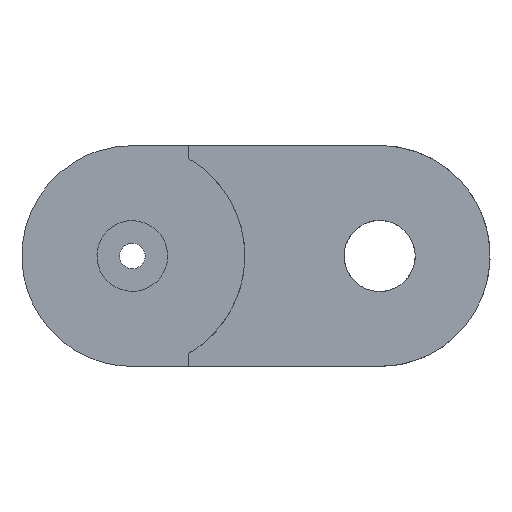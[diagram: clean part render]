
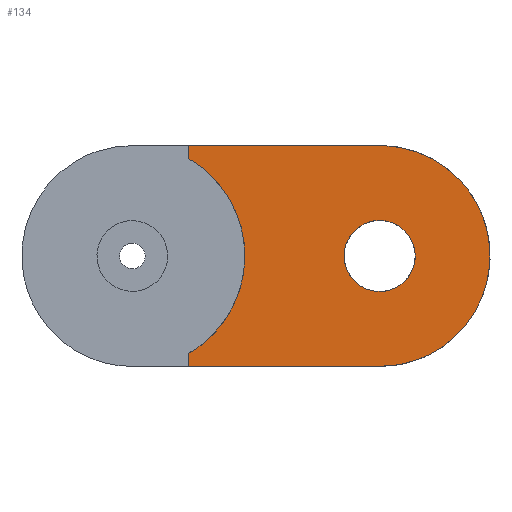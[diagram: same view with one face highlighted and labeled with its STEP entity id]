
A CAD part, front view. The second image highlights one B-rep face of the part: STEP entity #134.
In plain terms, the highlighted planar face has unit normal (0, -1, 0).
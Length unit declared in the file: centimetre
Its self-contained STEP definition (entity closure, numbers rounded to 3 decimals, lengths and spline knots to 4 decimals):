
#69=FACE_BOUND('',#385,.T.);
#134=ADVANCED_FACE('',(#253,#69),#1971,.T.);
#253=FACE_OUTER_BOUND('',#384,.T.);
#384=EDGE_LOOP('',(#751,#752,#753,#754,#755,#756));
#385=EDGE_LOOP('',(#757,#758));
#751=ORIENTED_EDGE('',*,*,#1245,.T.);
#752=ORIENTED_EDGE('',*,*,#1244,.T.);
#753=ORIENTED_EDGE('',*,*,#1246,.T.);
#754=ORIENTED_EDGE('',*,*,#1247,.T.);
#755=ORIENTED_EDGE('',*,*,#1214,.T.);
#756=ORIENTED_EDGE('',*,*,#1216,.T.);
#757=ORIENTED_EDGE('',*,*,#1249,.T.);
#758=ORIENTED_EDGE('',*,*,#1271,.T.);
#1214=EDGE_CURVE('',#1788,#1789,#1444,.T.);
#1216=EDGE_CURVE('',#1789,#1808,#1446,.T.);
#1244=EDGE_CURVE('',#1810,#1811,#1461,.T.);
#1245=EDGE_CURVE('',#1808,#1810,#1570,.T.);
#1246=EDGE_CURVE('',#1811,#1805,#1571,.T.);
#1247=EDGE_CURVE('',#1805,#1788,#1462,.T.);
#1249=EDGE_CURVE('',#1812,#1827,#1463,.T.);
#1271=EDGE_CURVE('',#1827,#1812,#1470,.T.);
#1444=(
BOUNDED_CURVE()
B_SPLINE_CURVE(2,(#3034,#3035,#3036,#3037,#3038,#3039,#3040),
 .UNSPECIFIED.,.F.,.F.)
B_SPLINE_CURVE_WITH_KNOTS((3,2,2,3),(0.8718,2.3987,
6.3257,8.7258),.UNSPECIFIED.)
CURVE()
GEOMETRIC_REPRESENTATION_ITEM()
RATIONAL_B_SPLINE_CURVE((1.,0.958,1.007,0.712,
1.007,0.888,1.))
REPRESENTATION_ITEM('')
);
#1446=(
BOUNDED_CURVE()
B_SPLINE_CURVE(2,(#3043,#3044,#3045),.UNSPECIFIED.,.F.,.F.)
B_SPLINE_CURVE_WITH_KNOTS((3,3),(8.7258,13.0422),
 .UNSPECIFIED.)
CURVE()
GEOMETRIC_REPRESENTATION_ITEM()
RATIONAL_B_SPLINE_CURVE((1.,1.,1.))
REPRESENTATION_ITEM('')
);
#1461=(
BOUNDED_CURVE()
B_SPLINE_CURVE(2,(#3124,#3125,#3126,#3127,#3128),.UNSPECIFIED.,.F.,.F.)
B_SPLINE_CURVE_WITH_KNOTS((3,2,3),(-17.2633,-14.6029,
-11.9424),.UNSPECIFIED.)
CURVE()
GEOMETRIC_REPRESENTATION_ITEM()
RATIONAL_B_SPLINE_CURVE((1.,0.867,1.,0.867,1.))
REPRESENTATION_ITEM('')
);
#1462=(
BOUNDED_CURVE()
B_SPLINE_CURVE(2,(#3133,#3134,#3135),.UNSPECIFIED.,.F.,.F.)
B_SPLINE_CURVE_WITH_KNOTS((3,3),(-3.4447,0.8718),
 .UNSPECIFIED.)
CURVE()
GEOMETRIC_REPRESENTATION_ITEM()
RATIONAL_B_SPLINE_CURVE((1.,1.,1.))
REPRESENTATION_ITEM('')
);
#1463=(
BOUNDED_CURVE()
B_SPLINE_CURVE(2,(#3138,#3139,#3140,#3141,#3142),.UNSPECIFIED.,.F.,.F.)
B_SPLINE_CURVE_WITH_KNOTS((3,2,3),(-5.058,-3.7935,
-2.529),.UNSPECIFIED.)
CURVE()
GEOMETRIC_REPRESENTATION_ITEM()
RATIONAL_B_SPLINE_CURVE((1.,0.707,1.,0.707,1.))
REPRESENTATION_ITEM('')
);
#1470=(
BOUNDED_CURVE()
B_SPLINE_CURVE(2,(#3200,#3201,#3202,#3203,#3204),.UNSPECIFIED.,.F.,.F.)
B_SPLINE_CURVE_WITH_KNOTS((3,2,3),(-2.529,-1.2645,
0.),.UNSPECIFIED.)
CURVE()
GEOMETRIC_REPRESENTATION_ITEM()
RATIONAL_B_SPLINE_CURVE((1.,0.707,1.,0.707,1.))
REPRESENTATION_ITEM('')
);
#1570=B_SPLINE_CURVE_WITH_KNOTS('',1,(#3129,#3130),.UNSPECIFIED.,.F.,.F.,
(2,2),(-0.3575,-0.0609),.UNSPECIFIED.);
#1571=B_SPLINE_CURVE_WITH_KNOTS('',1,(#3131,#3132),.UNSPECIFIED.,.F.,.F.,
(2,2),(4.3459,4.6425),.UNSPECIFIED.);
#1788=VERTEX_POINT('',#2906);
#1789=VERTEX_POINT('',#2907);
#1805=VERTEX_POINT('',#2923);
#1808=VERTEX_POINT('',#2926);
#1810=VERTEX_POINT('',#2928);
#1811=VERTEX_POINT('',#2929);
#1812=VERTEX_POINT('',#2930);
#1827=VERTEX_POINT('',#2945);
#1971=PLANE('',#2082);
#2082=AXIS2_PLACEMENT_3D('',#2757,#2176,$);
#2176=DIRECTION('',(0.,-1.,0.));
#2757=CARTESIAN_POINT('',(6.8047,-4.5289,5.4481));
#2906=CARTESIAN_POINT('',(2.9797,-4.5289,-0.1769));
#2907=CARTESIAN_POINT('',(2.9797,-4.5289,4.8231));
#2923=CARTESIAN_POINT('',(-1.3368,-4.5289,-0.1769));
#2926=CARTESIAN_POINT('',(-1.3368,-4.5289,4.8231));
#2928=CARTESIAN_POINT('',(-1.3368,-4.5289,4.5265));
#2929=CARTESIAN_POINT('',(-1.3368,-4.5289,0.1197));
#2930=CARTESIAN_POINT('',(2.1837,-4.5289,2.4434));
#2945=CARTESIAN_POINT('',(3.7756,-4.5289,2.2028));
#3034=CARTESIAN_POINT('',(2.9797,-4.5289,-0.1769));
#3035=CARTESIAN_POINT('',(3.7554,-4.5289,-0.1769));
#3036=CARTESIAN_POINT('',(4.3948,-4.5289,0.2622));
#3037=CARTESIAN_POINT('',(6.4557,-4.5289,1.6774));
#3038=CARTESIAN_POINT('',(5.0405,-4.5289,3.7383));
#3039=CARTESIAN_POINT('',(4.2956,-4.5289,4.8231));
#3040=CARTESIAN_POINT('',(2.9797,-4.5289,4.8231));
#3043=CARTESIAN_POINT('',(2.9797,-4.5289,4.8231));
#3044=CARTESIAN_POINT('',(0.8214,-4.5289,4.8231));
#3045=CARTESIAN_POINT('',(-1.3368,-4.5289,4.8231));
#3124=CARTESIAN_POINT('',(-1.3368,-4.5289,4.5265));
#3125=CARTESIAN_POINT('',(-0.0703,-4.5289,3.7888));
#3126=CARTESIAN_POINT('',(-0.0703,-4.5289,2.3231));
#3127=CARTESIAN_POINT('',(-0.0703,-4.5289,0.8574));
#3128=CARTESIAN_POINT('',(-1.3368,-4.5289,0.1197));
#3129=CARTESIAN_POINT('',(-1.3368,-4.5289,4.8231));
#3130=CARTESIAN_POINT('',(-1.3368,-4.5289,4.5265));
#3131=CARTESIAN_POINT('',(-1.3368,-4.5289,0.1197));
#3132=CARTESIAN_POINT('',(-1.3368,-4.5289,-0.1769));
#3133=CARTESIAN_POINT('',(-1.3368,-4.5289,-0.1769));
#3134=CARTESIAN_POINT('',(0.8214,-4.5289,-0.1769));
#3135=CARTESIAN_POINT('',(2.9797,-4.5289,-0.1769));
#3138=CARTESIAN_POINT('',(2.1837,-4.5289,2.4434));
#3139=CARTESIAN_POINT('',(2.304,-4.5289,3.2393));
#3140=CARTESIAN_POINT('',(3.0999,-4.5289,3.1191));
#3141=CARTESIAN_POINT('',(3.8959,-4.5289,2.9988));
#3142=CARTESIAN_POINT('',(3.7756,-4.5289,2.2028));
#3200=CARTESIAN_POINT('',(3.7756,-4.5289,2.2028));
#3201=CARTESIAN_POINT('',(3.6553,-4.5289,1.4069));
#3202=CARTESIAN_POINT('',(2.8594,-4.5289,1.5271));
#3203=CARTESIAN_POINT('',(2.0634,-4.5289,1.6474));
#3204=CARTESIAN_POINT('',(2.1837,-4.5289,2.4434));
